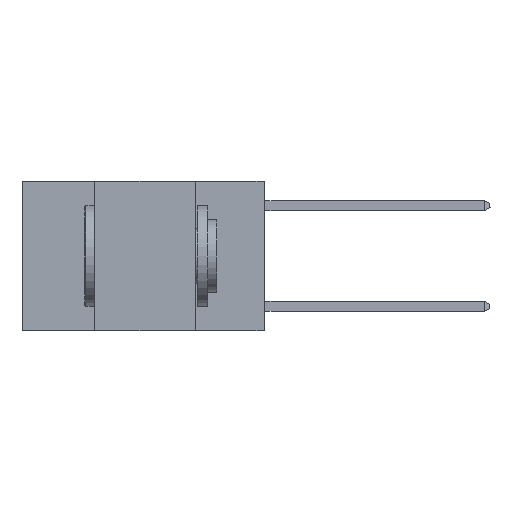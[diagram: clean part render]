
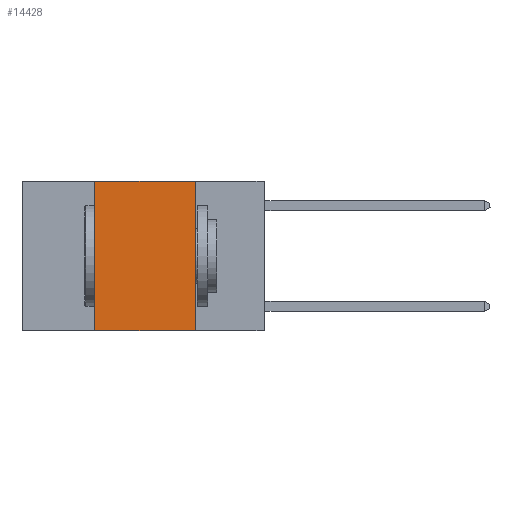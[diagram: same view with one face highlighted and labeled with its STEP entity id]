
A CAD part, left-side view. The second image highlights one B-rep face of the part: STEP entity #14428.
In plain terms, the highlighted planar face has unit normal (-1, 0, 0).
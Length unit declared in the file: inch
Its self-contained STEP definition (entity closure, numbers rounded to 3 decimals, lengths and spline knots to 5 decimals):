
#172 = VECTOR ( 'NONE', #21092, 39.37008 ) ;
#182 = DIRECTION ( 'NONE',  ( 0., -1., 0. ) ) ;
#820 = VERTEX_POINT ( 'NONE', #13942 ) ;
#1369 = VERTEX_POINT ( 'NONE', #4445 ) ;
#2463 = EDGE_CURVE ( 'NONE', #15891, #820, #16930, .T. ) ;
#3563 = ORIENTED_EDGE ( 'NONE', *, *, #9451, .F. ) ;
#4339 = FACE_OUTER_BOUND ( 'NONE', #5702, .T. ) ;
#4445 = CARTESIAN_POINT ( 'NONE',  ( 0., 0.42, 0. ) ) ;
#4555 = VECTOR ( 'NONE', #20849, 39.37008 ) ;
#5415 = ORIENTED_EDGE ( 'NONE', *, *, #2463, .T. ) ;
#5702 = EDGE_LOOP ( 'NONE', ( #3563, #19629, #24768, #5415 ) ) ;
#5732 = CARTESIAN_POINT ( 'NONE',  ( 0., 0.6, 0. ) ) ;
#6791 = LINE ( 'NONE', #15743, #19791 ) ;
#7086 = CARTESIAN_POINT ( 'NONE',  ( 0., 0.17, 0. ) ) ;
#7334 = CARTESIAN_POINT ( 'NONE',  ( 0., 0.17, 0. ) ) ;
#7684 = DIRECTION ( 'NONE',  ( 0., 0., -1. ) ) ;
#7862 = CARTESIAN_POINT ( 'NONE',  ( 0., 0.42, -0.37 ) ) ;
#9451 = EDGE_CURVE ( 'NONE', #22318, #820, #23937, .T. ) ;
#10151 = LINE ( 'NONE', #11479, #25003 ) ;
#11479 = CARTESIAN_POINT ( 'NONE',  ( 0., 0.42, 0. ) ) ;
#13247 = DIRECTION ( 'NONE',  ( 0., 0., 1. ) ) ;
#13942 = CARTESIAN_POINT ( 'NONE',  ( 0., 0.17, -0.37 ) ) ;
#14428 = ADVANCED_FACE ( 'NONE', ( #4339 ), #21139, .F. ) ;
#15743 = CARTESIAN_POINT ( 'NONE',  ( 0., 0.6, 0. ) ) ;
#15891 = VERTEX_POINT ( 'NONE', #7862 ) ;
#16930 = LINE ( 'NONE', #22928, #172 ) ;
#18558 = EDGE_CURVE ( 'NONE', #15891, #1369, #10151, .T. ) ;
#19269 = DIRECTION ( 'NONE',  ( 1., 0., 0. ) ) ;
#19629 = ORIENTED_EDGE ( 'NONE', *, *, #19943, .F. ) ;
#19791 = VECTOR ( 'NONE', #182, 39.37008 ) ;
#19943 = EDGE_CURVE ( 'NONE', #1369, #22318, #6791, .T. ) ;
#20567 = AXIS2_PLACEMENT_3D ( 'NONE', #5732, #19269, #7684 ) ;
#20849 = DIRECTION ( 'NONE',  ( 0., 0., -1. ) ) ;
#21092 = DIRECTION ( 'NONE',  ( 0., -1., 0. ) ) ;
#21139 = PLANE ( 'NONE',  #20567 ) ;
#22318 = VERTEX_POINT ( 'NONE', #7086 ) ;
#22928 = CARTESIAN_POINT ( 'NONE',  ( 0., 0.6, -0.37 ) ) ;
#23937 = LINE ( 'NONE', #7334, #4555 ) ;
#24768 = ORIENTED_EDGE ( 'NONE', *, *, #18558, .F. ) ;
#25003 = VECTOR ( 'NONE', #13247, 39.37008 ) ;
